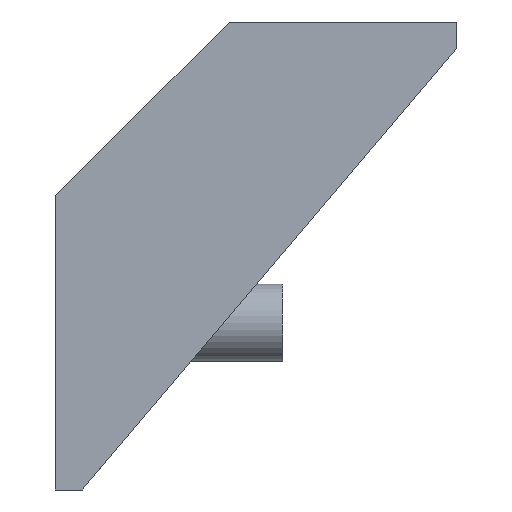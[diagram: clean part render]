
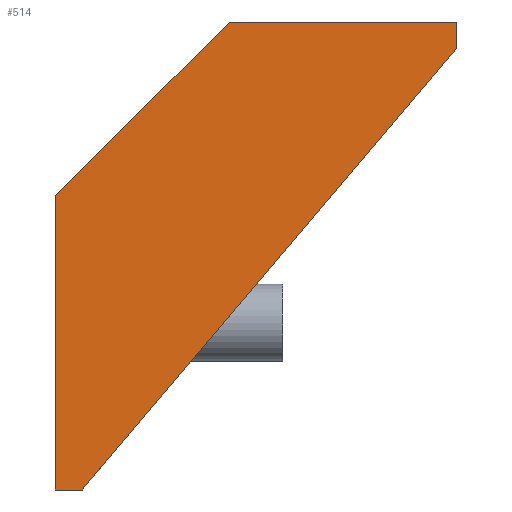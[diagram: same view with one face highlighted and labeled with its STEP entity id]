
A CAD part, left-side view. The second image highlights one B-rep face of the part: STEP entity #514.
In plain terms, the highlighted planar face has unit normal (-1, 0, 0).
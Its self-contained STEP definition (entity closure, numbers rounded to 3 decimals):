
#35=FACE_OUTER_BOUND('',#65,.T.);
#65=EDGE_LOOP('',(#357,#358,#359,#360,#361,#362));
#108=LINE('',#765,#172);
#109=LINE('',#767,#173);
#110=LINE('',#769,#174);
#111=LINE('',#771,#175);
#112=LINE('',#773,#176);
#113=LINE('',#774,#177);
#172=VECTOR('',#617,10.);
#173=VECTOR('',#618,10.);
#174=VECTOR('',#619,10.);
#175=VECTOR('',#620,10.);
#176=VECTOR('',#621,10.);
#177=VECTOR('',#622,10.);
#233=VERTEX_POINT('',#763);
#234=VERTEX_POINT('',#764);
#235=VERTEX_POINT('',#766);
#236=VERTEX_POINT('',#768);
#237=VERTEX_POINT('',#770);
#238=VERTEX_POINT('',#772);
#281=EDGE_CURVE('',#233,#234,#108,.T.);
#282=EDGE_CURVE('',#233,#235,#109,.T.);
#283=EDGE_CURVE('',#235,#236,#110,.T.);
#284=EDGE_CURVE('',#236,#237,#111,.T.);
#285=EDGE_CURVE('',#238,#237,#112,.T.);
#286=EDGE_CURVE('',#234,#238,#113,.T.);
#357=ORIENTED_EDGE('',*,*,#281,.F.);
#358=ORIENTED_EDGE('',*,*,#282,.T.);
#359=ORIENTED_EDGE('',*,*,#283,.T.);
#360=ORIENTED_EDGE('',*,*,#284,.T.);
#361=ORIENTED_EDGE('',*,*,#285,.F.);
#362=ORIENTED_EDGE('',*,*,#286,.F.);
#488=PLANE('',#558);
#514=ADVANCED_FACE('',(#35),#488,.T.);
#558=AXIS2_PLACEMENT_3D('',#762,#615,#616);
#615=DIRECTION('center_axis',(-1.,0.,0.));
#616=DIRECTION('ref_axis',(0.,0.,-1.));
#617=DIRECTION('',(0.,-0.707,0.707));
#618=DIRECTION('',(0.,0.,-1.));
#619=DIRECTION('',(0.,-1.,0.));
#620=DIRECTION('',(0.,-0.647,0.763));
#621=DIRECTION('',(0.,0.,-1.));
#622=DIRECTION('',(0.,-1.,0.));
#762=CARTESIAN_POINT('Origin',(-98.04,5.,66.035));
#763=CARTESIAN_POINT('',(-98.04,5.,53.035));
#764=CARTESIAN_POINT('',(-98.04,-8.,66.035));
#765=CARTESIAN_POINT('',(-98.04,-1.5,59.535));
#766=CARTESIAN_POINT('',(-98.04,5.,31.035));
#767=CARTESIAN_POINT('',(-98.04,5.,66.035));
#768=CARTESIAN_POINT('',(-98.04,3.,31.035));
#769=CARTESIAN_POINT('',(-98.04,5.,31.035));
#770=CARTESIAN_POINT('',(-98.04,-25.,64.035));
#771=CARTESIAN_POINT('',(-98.04,3.,31.035));
#772=CARTESIAN_POINT('',(-98.04,-25.,66.035));
#773=CARTESIAN_POINT('',(-98.04,-25.,66.035));
#774=CARTESIAN_POINT('',(-98.04,5.,66.035));
